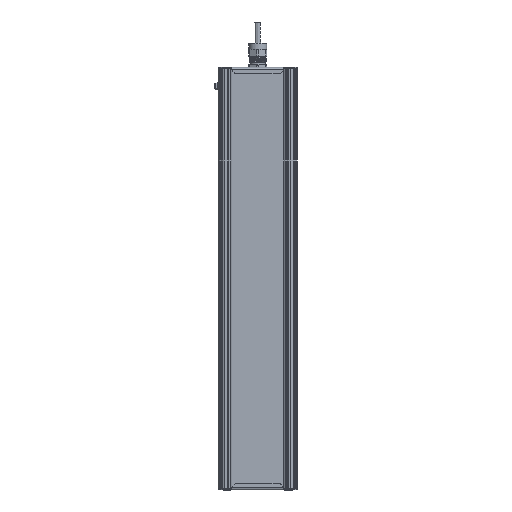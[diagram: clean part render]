
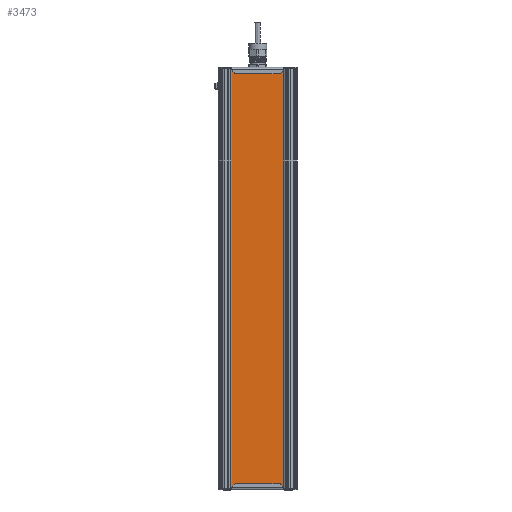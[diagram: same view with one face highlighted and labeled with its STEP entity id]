
A CAD part, front view. The second image highlights one B-rep face of the part: STEP entity #3473.
In plain terms, the highlighted face is planar.
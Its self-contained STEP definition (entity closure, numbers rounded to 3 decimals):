
#3473=ADVANCED_FACE('',(#12489),#12491,.T.);
#12489=FACE_BOUND('',#12490,.T.);
#12490=EDGE_LOOP('',(#39578,#39579,#39580,#39581));
#12491=PLANE('',#12492);
#12492=AXIS2_PLACEMENT_3D('',#12493,#12494,#12495);
#12493=CARTESIAN_POINT('',(120.465,593.492,117.308));
#12494=DIRECTION('',(0.,0.,-1.));
#12495=DIRECTION('',(0.,1.,0.));
#39578=ORIENTED_EDGE('',*,*,#45175,.T.);
#39579=ORIENTED_EDGE('',*,*,#45174,.T.);
#39580=ORIENTED_EDGE('',*,*,#45176,.F.);
#39581=ORIENTED_EDGE('',*,*,#45177,.F.);
#45174=EDGE_CURVE('',#49039,#49044,#49046,.T.);
#45175=EDGE_CURVE('',#49047,#49039,#49048,.T.);
#45176=EDGE_CURVE('',#49049,#49044,#49050,.T.);
#45177=EDGE_CURVE('',#49047,#49049,#49051,.T.);
#49039=VERTEX_POINT('',#60320);
#49044=VERTEX_POINT('',#60329);
#49046=LINE('',#60333,#60334);
#49047=VERTEX_POINT('',#60336);
#49048=LINE('',#60337,#60338);
#49049=VERTEX_POINT('',#60340);
#49050=LINE('',#60341,#60342);
#49051=LINE('',#60344,#60345);
#60320=CARTESIAN_POINT('',(120.465,679.838,117.308));
#60329=CARTESIAN_POINT('',(716.465,679.838,117.308));
#60333=CARTESIAN_POINT('',(120.465,679.838,117.308));
#60334=VECTOR('',#60335,1.);
#60335=DIRECTION('',(1.,0.,0.));
#60336=CARTESIAN_POINT('',(120.465,593.492,117.308));
#60337=CARTESIAN_POINT('',(120.465,593.492,117.308));
#60338=VECTOR('',#60339,1.);
#60339=DIRECTION('',(0.,1.,0.));
#60340=CARTESIAN_POINT('',(716.465,593.492,117.308));
#60341=CARTESIAN_POINT('',(716.465,593.492,117.308));
#60342=VECTOR('',#60343,1.);
#60343=DIRECTION('',(0.,1.,0.));
#60344=CARTESIAN_POINT('',(120.465,593.492,117.308));
#60345=VECTOR('',#60346,1.);
#60346=DIRECTION('',(1.,0.,0.));
